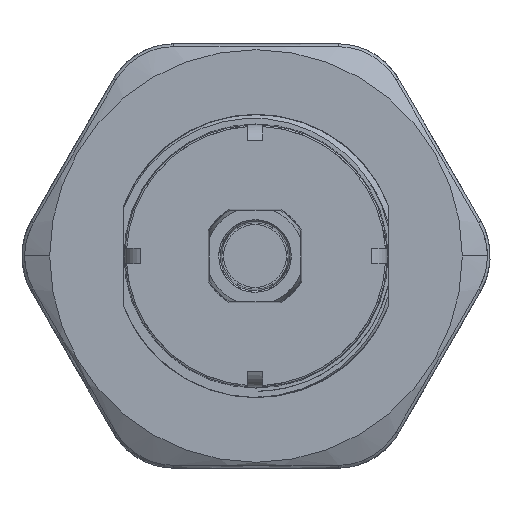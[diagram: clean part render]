
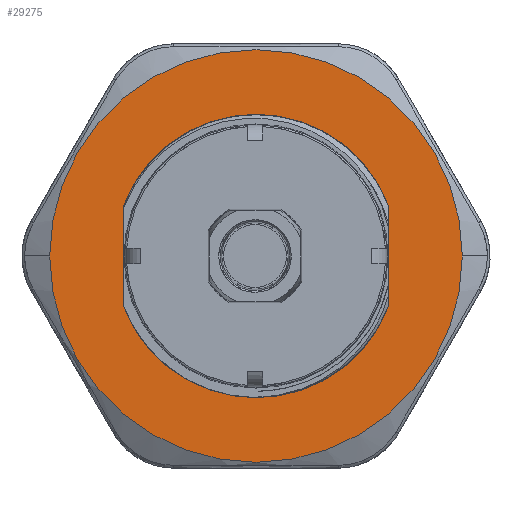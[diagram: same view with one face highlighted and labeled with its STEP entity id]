
A CAD part, front view. The second image highlights one B-rep face of the part: STEP entity #29275.
In plain terms, the highlighted planar face has unit normal (0, -1, 0).
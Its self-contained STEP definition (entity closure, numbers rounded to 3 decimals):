
#22464=CARTESIAN_POINT('',(-17.921,57.6,-14.717));
#22465=DIRECTION('',(0.,1.,0.));
#22466=DIRECTION('',(1.,0.,0.));
#22467=AXIS2_PLACEMENT_3D('',#22464,#22465,#22466);
#22469=CARTESIAN_POINT('',(-17.921,57.6,-14.717));
#22470=DIRECTION('',(0.,1.,0.));
#22471=DIRECTION('',(-1.,0.,0.));
#22472=AXIS2_PLACEMENT_3D('',#22469,#22470,#22471);
#22474=CARTESIAN_POINT('',(-17.921,57.6,-14.717));
#22475=DIRECTION('',(0.,-1.,0.));
#22476=DIRECTION('',(-1.,0.,0.));
#22477=AXIS2_PLACEMENT_3D('',#22474,#22475,#22476);
#22479=CARTESIAN_POINT('',(-17.921,57.6,-14.717));
#22480=DIRECTION('',(0.,-1.,0.));
#22481=DIRECTION('',(1.,0.,0.));
#22482=AXIS2_PLACEMENT_3D('',#22479,#22480,#22481);
#26523=CARTESIAN_POINT('',(-4.796,57.6,-14.717));
#26524=VERTEX_POINT('',#26523);
#26525=CARTESIAN_POINT('',(-31.046,57.6,-14.717));
#26526=VERTEX_POINT('',#26525);
#26527=CARTESIAN_POINT('',(-25.948,57.6,-14.717));
#26528=CARTESIAN_POINT('',(-9.894,57.6,-14.717));
#26529=VERTEX_POINT('',#26527);
#26530=VERTEX_POINT('',#26528);
#29260=CARTESIAN_POINT('',(-10.127,57.6,-28.217));
#29261=DIRECTION('',(0.,-1.,0.));
#29262=DIRECTION('',(1.,0.,0.));
#29263=AXIS2_PLACEMENT_3D('',#29260,#29261,#29262);
#29264=PLANE('',#29263);
#29265=ORIENTED_EDGE('',*,*,#29247,.T.);
#29266=ORIENTED_EDGE('',*,*,#29228,.T.);
#29267=EDGE_LOOP('',(#29265,#29266));
#29268=FACE_OUTER_BOUND('',#29267,.F.);
#29270=ORIENTED_EDGE('',*,*,#29269,.T.);
#29272=ORIENTED_EDGE('',*,*,#29271,.T.);
#29273=EDGE_LOOP('',(#29270,#29272));
#29274=FACE_BOUND('',#29273,.F.);
#29275=ADVANCED_FACE('',(#29268,#29274),#29264,.T.);
#22468=CIRCLE('',#22467,13.125);
#22473=CIRCLE('',#22472,13.125);
#22478=CIRCLE('',#22477,8.027);
#22483=CIRCLE('',#22482,8.027);
#29228=EDGE_CURVE('',#26526,#26524,#22473,.T.);
#29247=EDGE_CURVE('',#26524,#26526,#22468,.T.);
#29269=EDGE_CURVE('',#26529,#26530,#22478,.T.);
#29271=EDGE_CURVE('',#26530,#26529,#22483,.T.);
